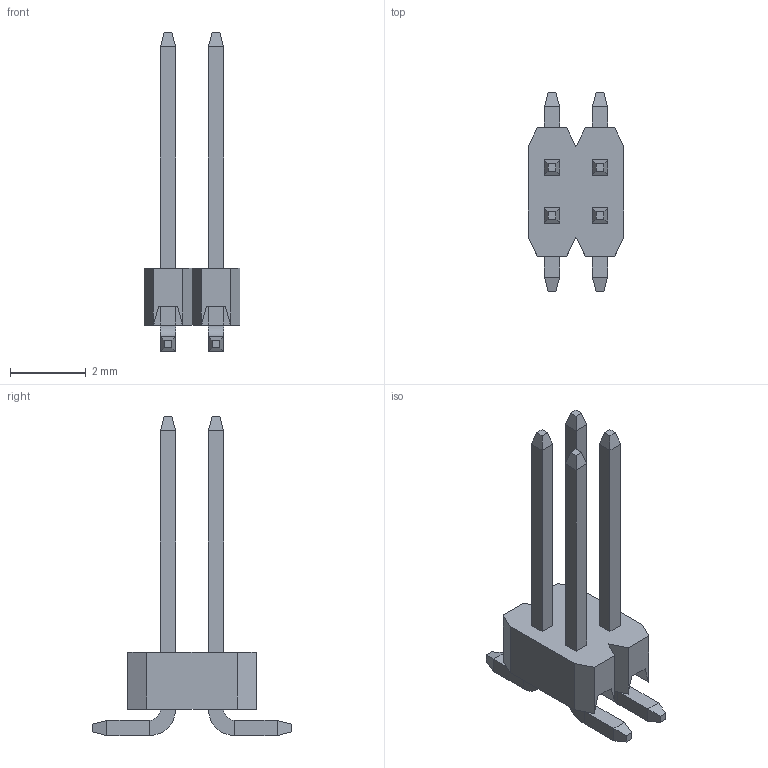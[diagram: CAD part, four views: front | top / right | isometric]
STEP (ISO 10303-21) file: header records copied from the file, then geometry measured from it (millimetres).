
FILE_DESCRIPTION (( 'STEP AP214' ), '1' );
FILE_NAME ('FPH12746-D04S1014200306M-REF.STEP', '2025-10-13T01:50:19', ( '' ), ( '' ), 'SwSTEP 2.0', 'SolidWorks 2021', '' );
FILE_SCHEMA (( 'AUTOMOTIVE_DESIGN' ));
Length unit declared in the file: millimetre
Products named in the file (1): FPH12746-D04S1014200306M-REF
Bounding box: 2.54 x 5.25 x 8.45 mm (x, y, z)
Volume: 16.1 mm3; surface area: 94.5 mm2
Topology: 1 solids, 1 shells, 136 faces, 306 edges, 180 vertices
Faces by surface type: plane 128, cylinder 8
Entity records: 3664 total; most frequent: CARTESIAN_POINT 623, ORIENTED_EDGE 612, DIRECTION 596, EDGE_CURVE 306, LINE 290, VECTOR 290, VERTEX_POINT 180, AXIS2_PLACEMENT_3D 153
